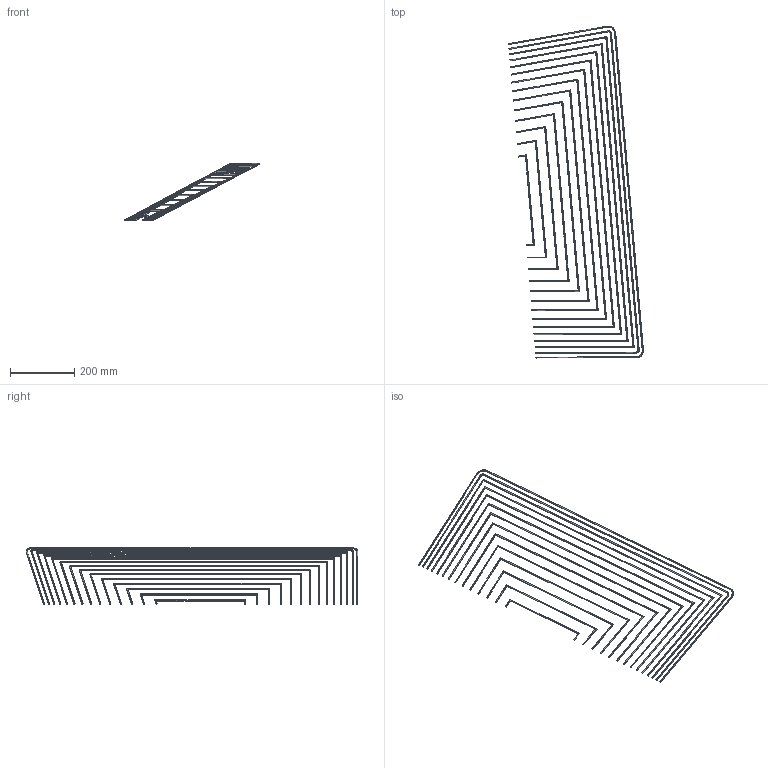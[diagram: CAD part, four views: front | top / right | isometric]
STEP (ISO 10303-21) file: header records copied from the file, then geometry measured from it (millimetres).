
FILE_DESCRIPTION(('FreeCAD Model'),'2;1');
FILE_NAME('Eurofusion_baseline_2016/detailed_HCLL/step/slice_cooling_plate_coolant_mod1.step','2018-04-17T14:58:39',('FreeCAD'),('FreeCAD'), 'Open CASCADE STEP processor 7.1','FreeCAD','Unknown');
FILE_SCHEMA(('AUTOMOTIVE_DESIGN_CC2 { 1 2 10303 214 -1 1 5 4 }'));
Length unit declared in the file: millimetre
Products named in the file (15): Open CASCADE STEP translator 7.1 25; Open CASCADE STEP translator 7.1 25.1; Open CASCADE STEP translator 7.1 25.2; Open CASCADE STEP translator 7.1 25.3; Open CASCADE STEP translator 7.1 25.4; Open CASCADE STEP translator 7.1 25.5; Open CASCADE STEP translator 7.1 25.6; Open CASCADE STEP translator 7.1 25.7; Open CASCADE STEP translator 7.1 25.8; Open CASCADE STEP translator 7.1 25.9; Open CASCADE STEP translator 7.1 25.10; Open CASCADE STEP translator 7.1 25.11; Open CASCADE STEP translator 7.1 25.12; Open CASCADE STEP translator 7.1 25.13; Open CASCADE STEP translator 7.1 25.14
Assembly tree (14 placements, depth 2):
  Open CASCADE STEP translator 7.1 25
    Open CASCADE STEP translator 7.1 25.1
    Open CASCADE STEP translator 7.1 25.2
    Open CASCADE STEP translator 7.1 25.3
    Open CASCADE STEP translator 7.1 25.4
    Open CASCADE STEP translator 7.1 25.5
    Open CASCADE STEP translator 7.1 25.6
    Open CASCADE STEP translator 7.1 25.7
    Open CASCADE STEP translator 7.1 25.8
    Open CASCADE STEP translator 7.1 25.9
    Open CASCADE STEP translator 7.1 25.10
    Open CASCADE STEP translator 7.1 25.11
    Open CASCADE STEP translator 7.1 25.12
    Open CASCADE STEP translator 7.1 25.13
    Open CASCADE STEP translator 7.1 25.14
Bounding box: 420.91 x 1035.48 x 179.91 mm (x, y, z)
Volume: 147606.4 mm3; surface area: 197061.5 mm2
Topology: 14 solids, 14 shells, 148 faces, 360 edges, 240 vertices
Faces by surface type: plane 140, cylinder 8
Entity records: 8672 total; most frequent: CARTESIAN_POINT 2211, DIRECTION 806, ORIENTED_EDGE 720, PCURVE 720, DEFINITIONAL_REPRESENTATION 720, B_SPLINE_CURVE_WITH_KNOTS 616, LINE 432, VECTOR 432
